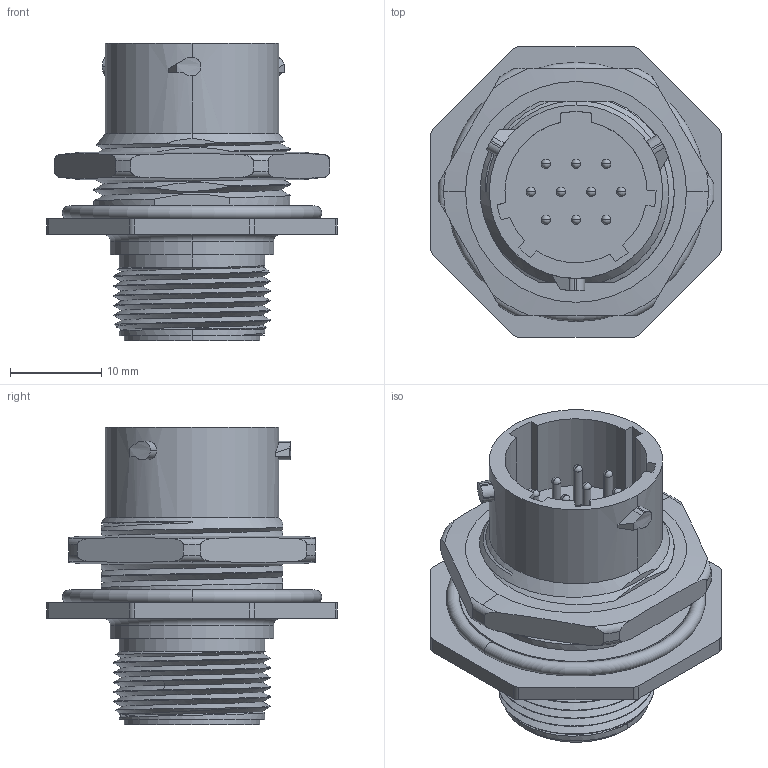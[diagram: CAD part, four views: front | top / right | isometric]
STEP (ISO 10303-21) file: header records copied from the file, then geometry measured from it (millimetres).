
FILE_DESCRIPTION((''),'2;1');
FILE_NAME('UT0W71210PHX_CATALOGUE','2010-11-22T',('Gsineau'),('SOURIAU'),'PRO/ENGINEER BY PARAMETRIC TECHNOLOGY CORPORATION, 2010140','PRO/ENGINEER BY PARAMETRIC TECHNOLOGY CORPORATION, 2010140','');
FILE_SCHEMA(('CONFIG_CONTROL_DESIGN'));
Length unit declared in the file: millimetre
Products named in the file (1): UT0W71210PHX_CATALOGUE
Bounding box: 31.75 x 31.75 x 32.55 mm (x, y, z)
Volume: 9183.5 mm3; surface area: 5792.2 mm2
Topology: 1 solids, 3 shells, 267 faces, 696 edges, 444 vertices
Faces by surface type: cylinder 122, plane 89, sphere 20, torus 18, cone 9, bspline 9
Entity records: 10857 total; most frequent: CARTESIAN_POINT 4429, ORIENTED_EDGE 1352, DIRECTION 1308, EDGE_CURVE 676, AXIS2_PLACEMENT_3D 520, VERTEX_POINT 444, EDGE_LOOP 300, VECTOR 268
